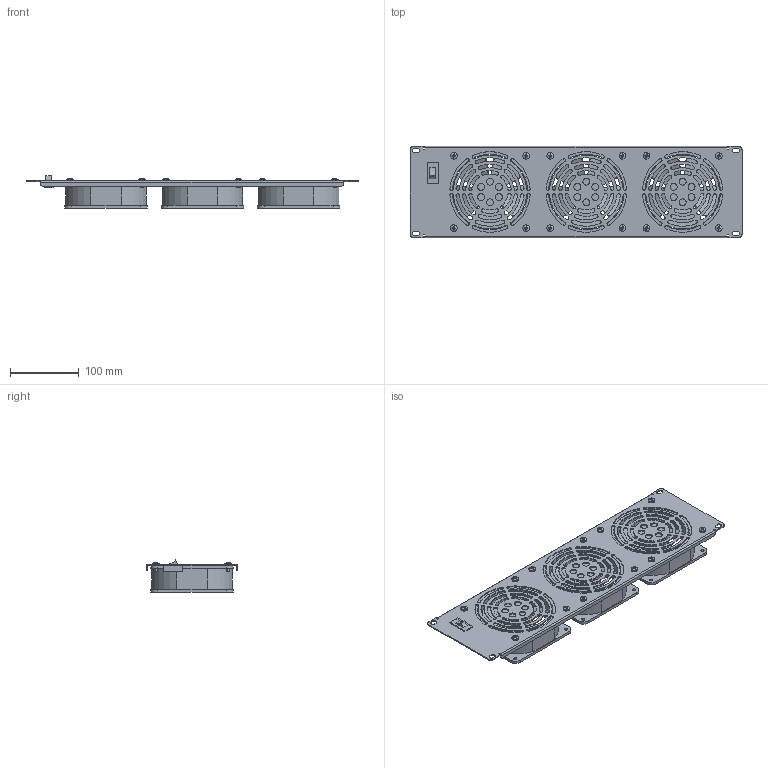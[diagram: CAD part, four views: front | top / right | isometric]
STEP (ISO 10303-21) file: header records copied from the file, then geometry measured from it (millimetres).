
FILE_DESCRIPTION (( 'STEP AP214' ), '1' );
FILE_NAME ('LC-3FRM3U-110V_3D.step', '2024-01-19T22:42:56', ( '' ), ( '' ), 'SwSTEP 2.0', 'SolidWorks 2022', '' );
FILE_SCHEMA (( 'AUTOMOTIVE_DESIGN' ));
Length unit declared in the file: millimetre
Products named in the file (5): LC-3FRM3U-110V_3D; pan head cross recess screw_iso_ISO 7045 - M5 x 10 - Z - 10N; fan panel^LC-3FRM3U-110V; switch^LC-3FRM3U-110V; LC-3FRM3U-110V4^LC-3FRM3U-110V
Assembly tree (17 placements, depth 2):
  LC-3FRM3U-110V_3D
    fan panel^LC-3FRM3U-110V
    switch^LC-3FRM3U-110V
    LC-3FRM3U-110V4^LC-3FRM3U-110V  x3
    pan head cross recess screw_iso_ISO 7045 - M5 x 10 - Z - 10N  x12
Bounding box: 482.6 x 132.5 x 46.7 mm (x, y, z)
Volume: 641342.4 mm3; surface area: 323877.7 mm2
Topology: 17 solids, 17 shells, 1327 faces, 3653 edges, 2332 vertices
Faces by surface type: cylinder 719, plane 335, bspline 105, cone 96, torus 48, sphere 24
Entity records: 33629 total; most frequent: CARTESIAN_POINT 13623, DIRECTION 4377, ORIENTED_EDGE 4058, EDGE_CURVE 2029, AXIS2_PLACEMENT_3D 1808, VERTEX_POINT 1325, CIRCLE 1114, EDGE_LOOP 952
